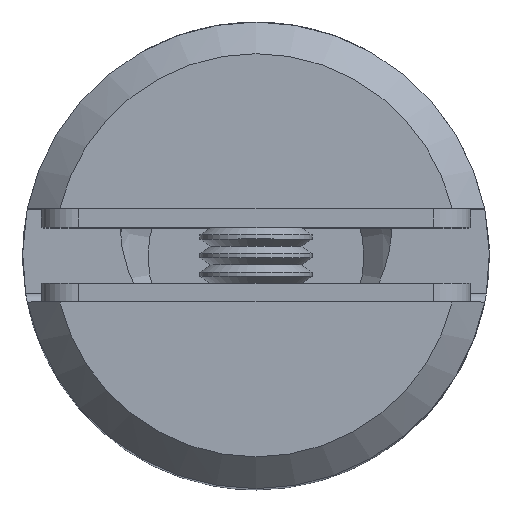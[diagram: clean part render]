
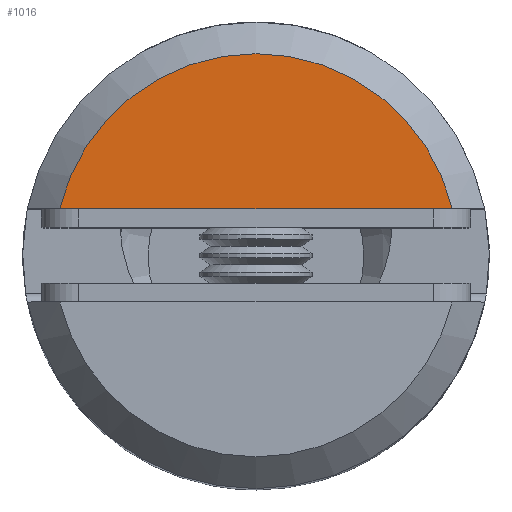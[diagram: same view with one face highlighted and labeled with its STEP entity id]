
A CAD part, top view. The second image highlights one B-rep face of the part: STEP entity #1016.
In plain terms, the highlighted planar face has unit normal (0, 0, 1).
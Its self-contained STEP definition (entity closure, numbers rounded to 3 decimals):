
#1016 = ADVANCED_FACE ( 'NONE', ( #19885 ), #5063, .T. ) ;
#1242 = CARTESIAN_POINT ( 'NONE',  ( -12.247, 2.5, 24.5 ) ) ;
#2153 = EDGE_LOOP ( 'NONE', ( #16771, #19136 ) ) ;
#2745 = CARTESIAN_POINT ( 'NONE',  ( 0., 0., 24.5 ) ) ;
#4757 = DIRECTION ( 'NONE',  ( 0., 0., 1. ) ) ;
#5063 = PLANE ( 'NONE',  #22425 ) ;
#5564 = VECTOR ( 'NONE', #13707, 1000. ) ;
#6177 = VERTEX_POINT ( 'NONE', #21356 ) ;
#6869 = CARTESIAN_POINT ( 'NONE',  ( 10.507, 2.5, 24.5 ) ) ;
#10371 = VERTEX_POINT ( 'NONE', #6869 ) ;
#10610 = CARTESIAN_POINT ( 'NONE',  ( 0., 0., 24.5 ) ) ;
#10873 = EDGE_CURVE ( 'NONE', #6177, #10371, #18127, .T. ) ;
#13591 = DIRECTION ( 'NONE',  ( 1., 0., 0. ) ) ;
#13707 = DIRECTION ( 'NONE',  ( 1., 0., 0. ) ) ;
#14281 = DIRECTION ( 'NONE',  ( 1., 0., 0. ) ) ;
#14610 = EDGE_CURVE ( 'NONE', #10371, #6177, #22007, .T. ) ;
#16771 = ORIENTED_EDGE ( 'NONE', *, *, #10873, .T. ) ;
#17718 = DIRECTION ( 'NONE',  ( 0., 0., 1. ) ) ;
#18127 = LINE ( 'NONE', #1242, #5564 ) ;
#19136 = ORIENTED_EDGE ( 'NONE', *, *, #14610, .T. ) ;
#19885 = FACE_OUTER_BOUND ( 'NONE', #2153, .T. ) ;
#21356 = CARTESIAN_POINT ( 'NONE',  ( -10.507, 2.5, 24.5 ) ) ;
#22007 = CIRCLE ( 'NONE', #22685, 10.8 ) ;
#22425 = AXIS2_PLACEMENT_3D ( 'NONE', #10610, #17718, #14281 ) ;
#22685 = AXIS2_PLACEMENT_3D ( 'NONE', #2745, #4757, #13591 ) ;
